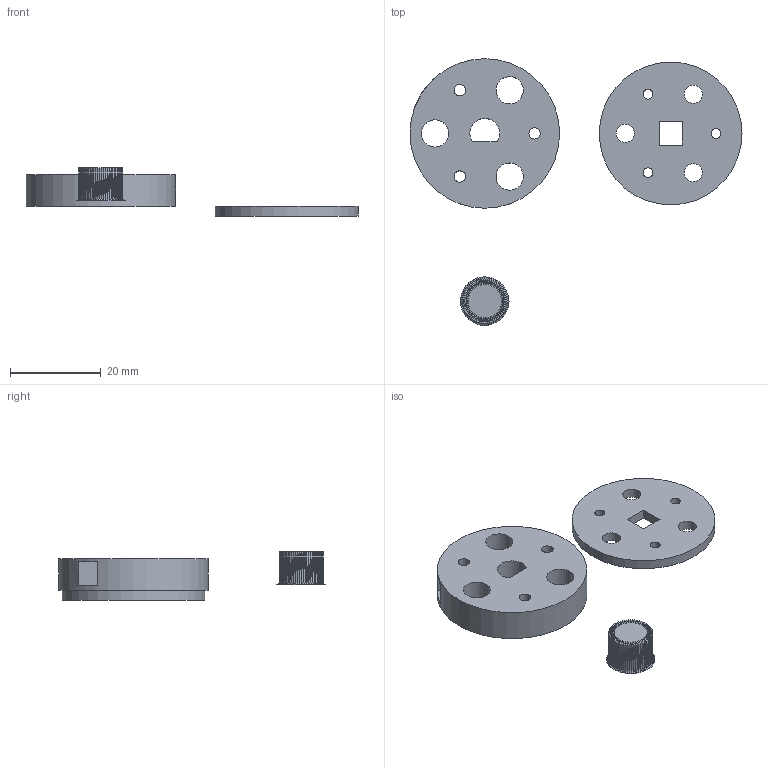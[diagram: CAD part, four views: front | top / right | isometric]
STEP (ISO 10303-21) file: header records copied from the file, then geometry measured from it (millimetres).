
FILE_DESCRIPTION(/* description */ (''),/* implementation_level */ '2;1');
FILE_NAME(/* name */ 'Clutch Connector Sample.step',/* time_stamp */ '2023-07-30T19:06:47+08:00',/* author */ (''),/* organization */ (''),/* preprocessor_version */ 'ST-DEVELOPER v19.2',/* originating_system */ 'Autodesk Translation Framework v11.17.0.187',/* authorisation */ '');
FILE_SCHEMA (('AUTOMOTIVE_DESIGN { 1 0 10303 214 3 1 1 }'));
Length unit declared in the file: millimetre
Products named in the file (2): Clutch Connector Sample; Body1
Assembly tree (1 placements, depth 2):
  Clutch Connector Sample
    Body1
Bounding box: 73.25 x 58.85 x 10.65 mm (x, y, z)
Volume: 6698.7 mm3; surface area: 5383.7 mm2
Topology: 3 solids, 3 shells, 2216 faces, 3509 edges, 1301 vertices
Faces by surface type: plane 2201, cylinder 15
Full cylindrical faces by diameter (mm): 2.15 x3, 2.5 x3, 4 x3, 6 x3, 31.5 x1, 33 x1
Entity records: 45054 total; most frequent: DIRECTION 7979, CARTESIAN_POINT 7029, ORIENTED_EDGE 7018, EDGE_CURVE 3509, LINE 3477, VECTOR 3477, AXIS2_PLACEMENT_3D 2251, EDGE_LOOP 2246
